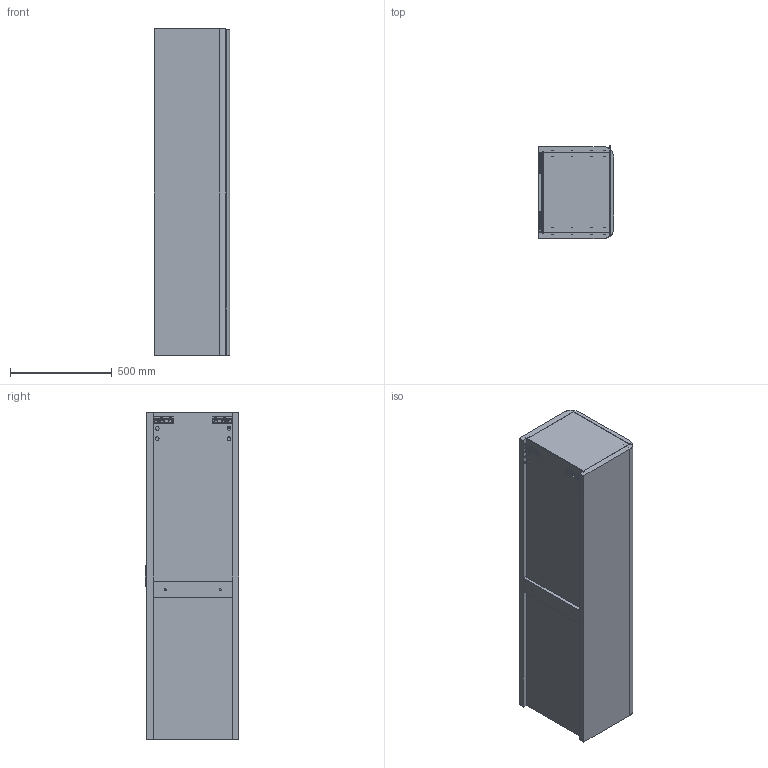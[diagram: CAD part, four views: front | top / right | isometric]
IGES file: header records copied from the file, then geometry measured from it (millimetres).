
Global section: file name: 56186.igs; native system: NX V7.5; preprocessor: SIEMENS PLM Software NX 7.5; date: 20121010.171041; units: millimetre
Bounding box: 370 x 458.58 x 1600 mm (x, y, z)
Surface area: 5866452.2 mm2 (no closed solid volume)
Topology: 0 solids, 0 shells, 364 faces, 3694 edges, 3630 vertices
Faces by surface type: bspline 364
